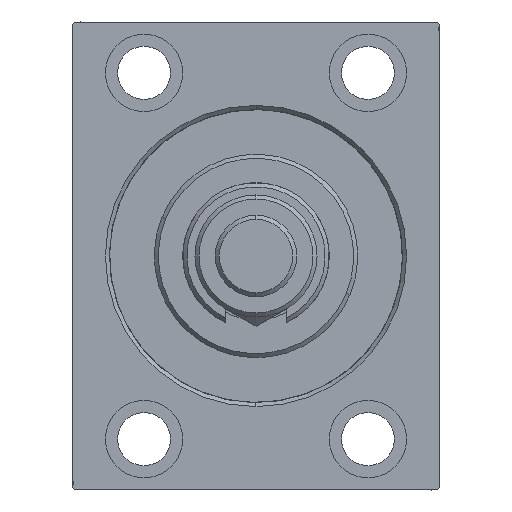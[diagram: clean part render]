
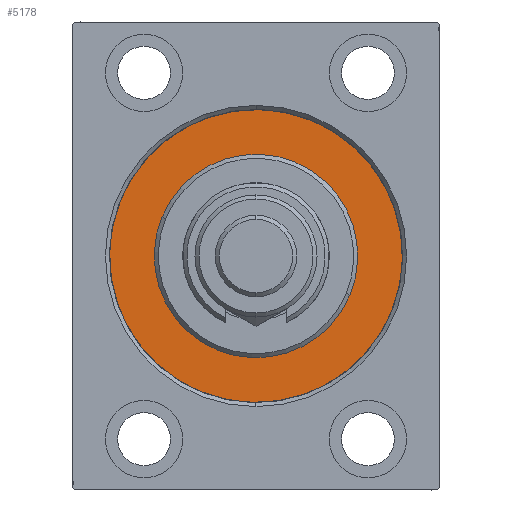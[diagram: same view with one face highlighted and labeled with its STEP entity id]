
A CAD part, left-side view. The second image highlights one B-rep face of the part: STEP entity #5178.
In plain terms, the highlighted face is planar.
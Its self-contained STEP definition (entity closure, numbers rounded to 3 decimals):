
#655 = DIRECTION ( 'NONE',  ( 0., 0., 1. ) ) ;
#1156 = CARTESIAN_POINT ( 'NONE',  ( 0., 0., 0. ) ) ;
#3406 = DIRECTION ( 'NONE',  ( 1., 0., 0. ) ) ;
#3636 = CARTESIAN_POINT ( 'NONE',  ( 0., 0., -25. ) ) ;
#3789 = FACE_BOUND ( 'NONE', #22069, .T. ) ;
#4596 = CIRCLE ( 'NONE', #32241, 25. ) ;
#4671 = AXIS2_PLACEMENT_3D ( 'NONE', #20953, #9647, #27459 ) ;
#5178 = ADVANCED_FACE ( 'NONE', ( #3789, #11232 ), #33601, .F. ) ;
#7533 = CARTESIAN_POINT ( 'NONE',  ( 0., 0., 36. ) ) ;
#9647 = DIRECTION ( 'NONE',  ( -1., 0., 0. ) ) ;
#10813 = ORIENTED_EDGE ( 'NONE', *, *, #20703, .F. ) ;
#11232 = FACE_OUTER_BOUND ( 'NONE', #19189, .T. ) ;
#12071 = EDGE_CURVE ( 'NONE', #18332, #33882, #44407, .T. ) ;
#14773 = VERTEX_POINT ( 'NONE', #45828 ) ;
#14776 = CARTESIAN_POINT ( 'NONE',  ( 0., 0., -36. ) ) ;
#14831 = VERTEX_POINT ( 'NONE', #3636 ) ;
#16201 = CIRCLE ( 'NONE', #4671, 36. ) ;
#18332 = VERTEX_POINT ( 'NONE', #7533 ) ;
#18450 = CARTESIAN_POINT ( 'NONE',  ( 0., 0., 0. ) ) ;
#19182 = DIRECTION ( 'NONE',  ( 1., 0., 0. ) ) ;
#19189 = EDGE_LOOP ( 'NONE', ( #34595, #24062 ) ) ;
#20284 = EDGE_CURVE ( 'NONE', #33882, #18332, #16201, .T. ) ;
#20703 = EDGE_CURVE ( 'NONE', #14831, #14773, #4596, .T. ) ;
#20953 = CARTESIAN_POINT ( 'NONE',  ( 0., 0., 0. ) ) ;
#21120 = DIRECTION ( 'NONE',  ( 0., 0., 1. ) ) ;
#21916 = DIRECTION ( 'NONE',  ( 0., 0., -1. ) ) ;
#22069 = EDGE_LOOP ( 'NONE', ( #35737, #10813 ) ) ;
#22360 = AXIS2_PLACEMENT_3D ( 'NONE', #26000, #3406, #21916 ) ;
#24062 = ORIENTED_EDGE ( 'NONE', *, *, #12071, .F. ) ;
#26000 = CARTESIAN_POINT ( 'NONE',  ( 0., 0., 0. ) ) ;
#27459 = DIRECTION ( 'NONE',  ( 0., 0., 1. ) ) ;
#28113 = AXIS2_PLACEMENT_3D ( 'NONE', #18450, #40846, #655 ) ;
#29295 = CARTESIAN_POINT ( 'NONE',  ( 0., 0., 0. ) ) ;
#32241 = AXIS2_PLACEMENT_3D ( 'NONE', #1156, #19182, #33407 ) ;
#33407 = DIRECTION ( 'NONE',  ( 0., 0., -1. ) ) ;
#33601 = PLANE ( 'NONE',  #28113 ) ;
#33625 = AXIS2_PLACEMENT_3D ( 'NONE', #29295, #44012, #21120 ) ;
#33882 = VERTEX_POINT ( 'NONE', #14776 ) ;
#34595 = ORIENTED_EDGE ( 'NONE', *, *, #20284, .F. ) ;
#35737 = ORIENTED_EDGE ( 'NONE', *, *, #41930, .F. ) ;
#40823 = CIRCLE ( 'NONE', #22360, 25. ) ;
#40846 = DIRECTION ( 'NONE',  ( -1., 0., 0. ) ) ;
#41930 = EDGE_CURVE ( 'NONE', #14773, #14831, #40823, .T. ) ;
#44012 = DIRECTION ( 'NONE',  ( -1., 0., 0. ) ) ;
#44407 = CIRCLE ( 'NONE', #33625, 36. ) ;
#45828 = CARTESIAN_POINT ( 'NONE',  ( 0., 0., 25. ) ) ;
